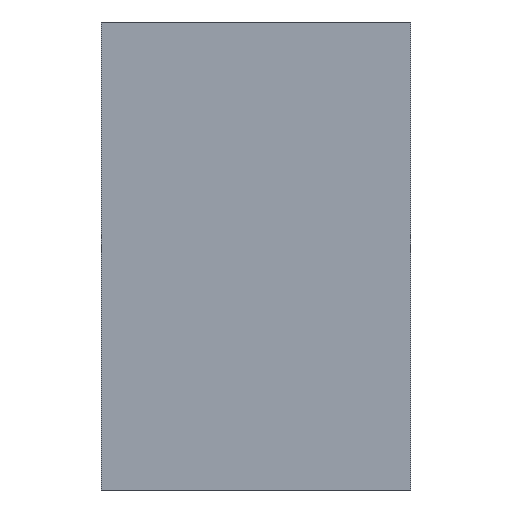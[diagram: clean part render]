
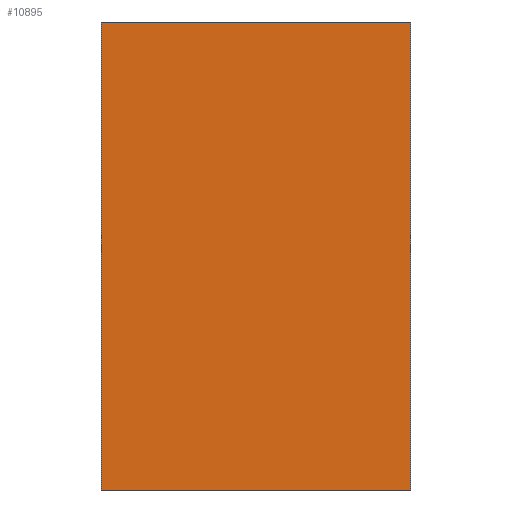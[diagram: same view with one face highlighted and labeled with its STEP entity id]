
A CAD part, front view. The second image highlights one B-rep face of the part: STEP entity #10895.
In plain terms, the highlighted planar face has unit normal (0, -1, 0).
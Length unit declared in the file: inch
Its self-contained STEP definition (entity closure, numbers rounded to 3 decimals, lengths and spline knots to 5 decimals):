
#426 = LINE ( 'NONE', #14406, #2955 ) ;
#664 = VECTOR ( 'NONE', #51827, 39.37008 ) ;
#1016 = CARTESIAN_POINT ( 'NONE',  ( 0., -3.25, 0. ) ) ;
#2955 = VECTOR ( 'NONE', #50854, 39.37008 ) ;
#7776 = CARTESIAN_POINT ( 'NONE',  ( -13.25, -3.25, -19.375 ) ) ;
#8252 = PLANE ( 'NONE',  #28544 ) ;
#8753 = VERTEX_POINT ( 'NONE', #20598 ) ;
#9495 = LINE ( 'NONE', #38914, #51952 ) ;
#10895 = ADVANCED_FACE ( 'NONE', ( #12515 ), #8252, .F. ) ;
#11054 = VECTOR ( 'NONE', #18331, 39.37008 ) ;
#12335 = LINE ( 'NONE', #50896, #11054 ) ;
#12515 = FACE_OUTER_BOUND ( 'NONE', #33064, .T. ) ;
#12666 = ORIENTED_EDGE ( 'NONE', *, *, #34364, .T. ) ;
#14406 = CARTESIAN_POINT ( 'NONE',  ( -13.25, -3.25, -19.375 ) ) ;
#18331 = DIRECTION ( 'NONE',  ( -1., 0., 0. ) ) ;
#19906 = CARTESIAN_POINT ( 'NONE',  ( 24.25, -3.25, 37.375 ) ) ;
#20598 = CARTESIAN_POINT ( 'NONE',  ( 24.25, -3.25, -19.375 ) ) ;
#22606 = DIRECTION ( 'NONE',  ( 0., 0., 1. ) ) ;
#23675 = CARTESIAN_POINT ( 'NONE',  ( -13.25, -3.25, -19.375 ) ) ;
#24048 = VERTEX_POINT ( 'NONE', #19906 ) ;
#24488 = EDGE_CURVE ( 'NONE', #8753, #24048, #9495, .T. ) ;
#24560 = VERTEX_POINT ( 'NONE', #23675 ) ;
#24679 = LINE ( 'NONE', #7776, #664 ) ;
#25197 = DIRECTION ( 'NONE',  ( 0., 1., 0. ) ) ;
#27997 = CARTESIAN_POINT ( 'NONE',  ( -13.25, -3.25, 37.375 ) ) ;
#28544 = AXIS2_PLACEMENT_3D ( 'NONE', #1016, #25197, #29281 ) ;
#29281 = DIRECTION ( 'NONE',  ( 0., 0., 1. ) ) ;
#29292 = EDGE_CURVE ( 'NONE', #24560, #8753, #426, .T. ) ;
#31142 = VERTEX_POINT ( 'NONE', #27997 ) ;
#33064 = EDGE_LOOP ( 'NONE', ( #33149, #12666, #47406, #35211 ) ) ;
#33149 = ORIENTED_EDGE ( 'NONE', *, *, #24488, .T. ) ;
#34364 = EDGE_CURVE ( 'NONE', #24048, #31142, #12335, .T. ) ;
#35211 = ORIENTED_EDGE ( 'NONE', *, *, #29292, .T. ) ;
#38914 = CARTESIAN_POINT ( 'NONE',  ( 24.25, -3.25, -19.375 ) ) ;
#47406 = ORIENTED_EDGE ( 'NONE', *, *, #48304, .T. ) ;
#48304 = EDGE_CURVE ( 'NONE', #31142, #24560, #24679, .T. ) ;
#50854 = DIRECTION ( 'NONE',  ( 1., 0., 0. ) ) ;
#50896 = CARTESIAN_POINT ( 'NONE',  ( -13.25, -3.25, 37.375 ) ) ;
#51827 = DIRECTION ( 'NONE',  ( 0., 0., -1. ) ) ;
#51952 = VECTOR ( 'NONE', #22606, 39.37008 ) ;
